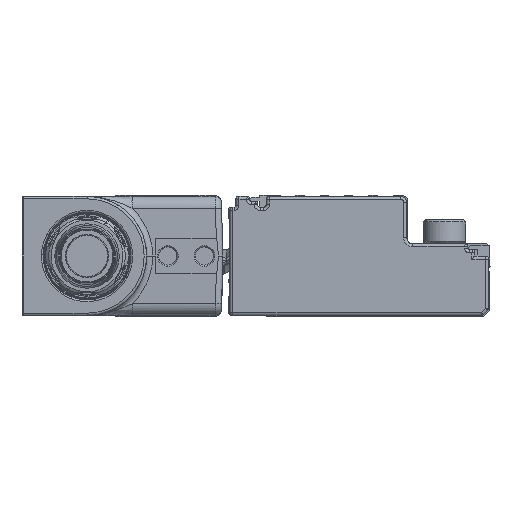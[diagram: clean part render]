
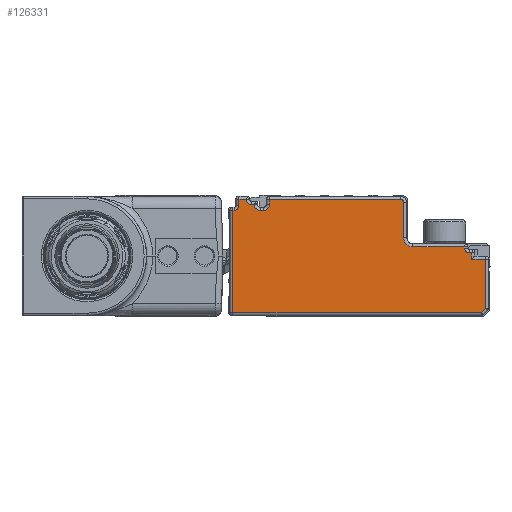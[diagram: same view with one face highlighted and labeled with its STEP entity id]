
A CAD part, left-side view. The second image highlights one B-rep face of the part: STEP entity #126331.
In plain terms, the highlighted planar face has unit normal (-1, 0, 0).
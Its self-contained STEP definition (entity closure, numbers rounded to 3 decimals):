
#124159=AXIS2_PLACEMENT_3D('Circle Axis2P3D',#124157,#124158,$) ;
#124230=AXIS2_PLACEMENT_3D('Circle Axis2P3D',#124228,#124229,$) ;
#124334=AXIS2_PLACEMENT_3D('Circle Axis2P3D',#124332,#124333,$) ;
#126225=AXIS2_PLACEMENT_3D('Plane Axis2P3D',#126222,#126223,#126224) ;
#126236=AXIS2_PLACEMENT_3D('Circle Axis2P3D',#126234,#126235,$) ;
#126257=AXIS2_PLACEMENT_3D('Circle Axis2P3D',#126255,#126256,$) ;
#126271=AXIS2_PLACEMENT_3D('Circle Axis2P3D',#126269,#126270,$) ;
#126290=AXIS2_PLACEMENT_3D('Circle Axis2P3D',#126288,#126289,$) ;
#123787=CARTESIAN_POINT('Vertex',(-328.,42.3,-7.3)) ;
#123810=CARTESIAN_POINT('Vertex',(-328.,1.407,-7.3)) ;
#123813=CARTESIAN_POINT('Line Origine',(-328.,23.168,-7.3)) ;
#123850=CARTESIAN_POINT('Vertex',(-328.,0.7,-6.593)) ;
#123853=CARTESIAN_POINT('Line Origine',(-328.,-1.246,-4.646)) ;
#124099=CARTESIAN_POINT('Line Origine',(-328.,21.5,11.3)) ;
#124103=CARTESIAN_POINT('Vertex',(-328.,40.1,11.3)) ;
#124105=CARTESIAN_POINT('Vertex',(-328.,41.3,11.3)) ;
#124157=CARTESIAN_POINT('Axis2P3D Location',(-328.,39.3,11.3)) ;
#124161=CARTESIAN_POINT('Vertex',(-328.,39.3,10.5)) ;
#124194=CARTESIAN_POINT('Vertex',(-328.,14.2,10.8)) ;
#124197=CARTESIAN_POINT('Line Origine',(-328.,14.2,2.)) ;
#124201=CARTESIAN_POINT('Vertex',(-328.,14.2,5.)) ;
#124228=CARTESIAN_POINT('Axis2P3D Location',(-328.,12.7,5.)) ;
#124232=CARTESIAN_POINT('Vertex',(-328.,12.7,3.5)) ;
#124260=CARTESIAN_POINT('Vertex',(-328.,4.2,3.5)) ;
#124268=CARTESIAN_POINT('Line Origine',(-328.,21.5,3.5)) ;
#124294=CARTESIAN_POINT('Line Origine',(-328.,4.2,2.)) ;
#124298=CARTESIAN_POINT('Vertex',(-328.,4.2,3.3)) ;
#124332=CARTESIAN_POINT('Axis2P3D Location',(-328.,3.4,3.3)) ;
#124336=CARTESIAN_POINT('Vertex',(-328.,3.4,2.5)) ;
#124364=CARTESIAN_POINT('Vertex',(-328.,3.,2.5)) ;
#124372=CARTESIAN_POINT('Line Origine',(-328.,21.5,2.5)) ;
#126179=CARTESIAN_POINT('Line Origine',(-328.,42.3,2.)) ;
#126183=CARTESIAN_POINT('Vertex',(-328.,42.3,9.5)) ;
#126207=CARTESIAN_POINT('Vertex',(-328.,0.7,1.5)) ;
#126210=CARTESIAN_POINT('Line Origine',(-328.,0.7,2.)) ;
#126222=CARTESIAN_POINT('Axis2P3D Location',(-328.,0.2,-7.8)) ;
#126227=CARTESIAN_POINT('Line Origine',(-328.,3.,2.)) ;
#126231=CARTESIAN_POINT('Vertex',(-328.,3.,1.5)) ;
#126234=CARTESIAN_POINT('Axis2P3D Location',(-328.,14.7,10.8)) ;
#126238=CARTESIAN_POINT('Vertex',(-328.,14.7,11.3)) ;
#126241=CARTESIAN_POINT('Line Origine',(-328.,25.5,11.3)) ;
#126245=CARTESIAN_POINT('Vertex',(-328.,36.3,11.3)) ;
#126248=CARTESIAN_POINT('Line Origine',(-328.,36.3,10.9)) ;
#126252=CARTESIAN_POINT('Vertex',(-328.,36.3,10.5)) ;
#126255=CARTESIAN_POINT('Axis2P3D Location',(-328.,37.3,10.5)) ;
#126259=CARTESIAN_POINT('Vertex',(-328.,37.3,9.5)) ;
#126262=CARTESIAN_POINT('Line Origine',(-328.,37.55,9.5)) ;
#126266=CARTESIAN_POINT('Vertex',(-328.,37.8,9.5)) ;
#126269=CARTESIAN_POINT('Axis2P3D Location',(-328.,37.8,10.5)) ;
#126273=CARTESIAN_POINT('Vertex',(-328.,38.8,10.5)) ;
#126276=CARTESIAN_POINT('Line Origine',(-328.,39.05,10.5)) ;
#126281=CARTESIAN_POINT('Line Origine',(-328.,41.3,10.8)) ;
#126285=CARTESIAN_POINT('Vertex',(-328.,41.3,10.3)) ;
#126288=CARTESIAN_POINT('Axis2P3D Location',(-328.,42.1,10.3)) ;
#126292=CARTESIAN_POINT('Vertex',(-328.,42.1,9.5)) ;
#126295=CARTESIAN_POINT('Line Origine',(-328.,42.2,9.5)) ;
#126300=CARTESIAN_POINT('Line Origine',(-328.,1.85,1.5)) ;
#123814=DIRECTION('Vector Direction',(0.,1.,0.)) ;
#123854=DIRECTION('Vector Direction',(0.,0.707,-0.707)) ;
#124100=DIRECTION('Vector Direction',(0.,-1.,0.)) ;
#124158=DIRECTION('Axis2P3D Direction',(1.,0.,0.)) ;
#124198=DIRECTION('Vector Direction',(0.,0.,-1.)) ;
#124229=DIRECTION('Axis2P3D Direction',(1.,0.,0.)) ;
#124269=DIRECTION('Vector Direction',(0.,-1.,0.)) ;
#124295=DIRECTION('Vector Direction',(0.,0.,1.)) ;
#124333=DIRECTION('Axis2P3D Direction',(1.,0.,0.)) ;
#124373=DIRECTION('Vector Direction',(0.,-1.,0.)) ;
#126180=DIRECTION('Vector Direction',(0.,0.,1.)) ;
#126211=DIRECTION('Vector Direction',(0.,0.,-1.)) ;
#126223=DIRECTION('Axis2P3D Direction',(-1.,0.,0.)) ;
#126224=DIRECTION('Axis2P3D XDirection',(0.,0.,1.)) ;
#126228=DIRECTION('Vector Direction',(0.,0.,1.)) ;
#126235=DIRECTION('Axis2P3D Direction',(-1.,0.,0.)) ;
#126242=DIRECTION('Vector Direction',(0.,1.,0.)) ;
#126249=DIRECTION('Vector Direction',(0.,0.,-1.)) ;
#126256=DIRECTION('Axis2P3D Direction',(-1.,0.,0.)) ;
#126263=DIRECTION('Vector Direction',(0.,1.,0.)) ;
#126270=DIRECTION('Axis2P3D Direction',(-1.,0.,0.)) ;
#126277=DIRECTION('Vector Direction',(0.,-1.,0.)) ;
#126282=DIRECTION('Vector Direction',(0.,0.,-1.)) ;
#126289=DIRECTION('Axis2P3D Direction',(-1.,0.,0.)) ;
#126296=DIRECTION('Vector Direction',(0.,1.,0.)) ;
#126301=DIRECTION('Vector Direction',(0.,1.,0.)) ;
#123815=VECTOR('Line Direction',#123814,1.) ;
#123855=VECTOR('Line Direction',#123854,1.) ;
#124101=VECTOR('Line Direction',#124100,1.) ;
#124199=VECTOR('Line Direction',#124198,1.) ;
#124270=VECTOR('Line Direction',#124269,1.) ;
#124296=VECTOR('Line Direction',#124295,1.) ;
#124374=VECTOR('Line Direction',#124373,1.) ;
#126181=VECTOR('Line Direction',#126180,1.) ;
#126212=VECTOR('Line Direction',#126211,1.) ;
#126229=VECTOR('Line Direction',#126228,1.) ;
#126243=VECTOR('Line Direction',#126242,1.) ;
#126250=VECTOR('Line Direction',#126249,1.) ;
#126264=VECTOR('Line Direction',#126263,1.) ;
#126278=VECTOR('Line Direction',#126277,1.) ;
#126283=VECTOR('Line Direction',#126282,1.) ;
#126297=VECTOR('Line Direction',#126296,1.) ;
#126302=VECTOR('Line Direction',#126301,1.) ;
#126306=ORIENTED_EDGE('',*,*,#126233,.T.) ;
#126307=ORIENTED_EDGE('',*,*,#124376,.T.) ;
#126308=ORIENTED_EDGE('',*,*,#124338,.T.) ;
#126309=ORIENTED_EDGE('',*,*,#124300,.T.) ;
#126310=ORIENTED_EDGE('',*,*,#124272,.T.) ;
#126311=ORIENTED_EDGE('',*,*,#124234,.T.) ;
#126312=ORIENTED_EDGE('',*,*,#124203,.T.) ;
#126313=ORIENTED_EDGE('',*,*,#126240,.T.) ;
#126314=ORIENTED_EDGE('',*,*,#126247,.T.) ;
#126315=ORIENTED_EDGE('',*,*,#126254,.T.) ;
#126316=ORIENTED_EDGE('',*,*,#126261,.T.) ;
#126317=ORIENTED_EDGE('',*,*,#126268,.T.) ;
#126318=ORIENTED_EDGE('',*,*,#126275,.T.) ;
#126319=ORIENTED_EDGE('',*,*,#126280,.T.) ;
#126320=ORIENTED_EDGE('',*,*,#124163,.T.) ;
#126321=ORIENTED_EDGE('',*,*,#124107,.T.) ;
#126322=ORIENTED_EDGE('',*,*,#126287,.T.) ;
#126323=ORIENTED_EDGE('',*,*,#126294,.T.) ;
#126324=ORIENTED_EDGE('',*,*,#126299,.T.) ;
#126325=ORIENTED_EDGE('',*,*,#126185,.T.) ;
#126326=ORIENTED_EDGE('',*,*,#123817,.T.) ;
#126327=ORIENTED_EDGE('',*,*,#123857,.T.) ;
#126328=ORIENTED_EDGE('',*,*,#126214,.T.) ;
#126329=ORIENTED_EDGE('',*,*,#126304,.T.) ;
#126331=ADVANCED_FACE('Brep With Voids',(#126330),#126226,.T.) ;
#124160=CIRCLE('generated circle',#124159,0.8) ;
#124231=CIRCLE('generated circle',#124230,1.5) ;
#124335=CIRCLE('generated circle',#124334,0.8) ;
#126237=CIRCLE('generated circle',#126236,0.5) ;
#126258=CIRCLE('generated circle',#126257,1.) ;
#126272=CIRCLE('generated circle',#126271,1.) ;
#126291=CIRCLE('generated circle',#126290,0.8) ;
#123817=EDGE_CURVE('',#123788,#123811,#123816,.F.) ;
#123857=EDGE_CURVE('',#123811,#123851,#123856,.F.) ;
#124107=EDGE_CURVE('',#124104,#124106,#124102,.F.) ;
#124163=EDGE_CURVE('',#124162,#124104,#124160,.T.) ;
#124203=EDGE_CURVE('',#124202,#124195,#124200,.F.) ;
#124234=EDGE_CURVE('',#124233,#124202,#124231,.T.) ;
#124272=EDGE_CURVE('',#124261,#124233,#124271,.F.) ;
#124300=EDGE_CURVE('',#124299,#124261,#124297,.T.) ;
#124338=EDGE_CURVE('',#124337,#124299,#124335,.T.) ;
#124376=EDGE_CURVE('',#124365,#124337,#124375,.F.) ;
#126185=EDGE_CURVE('',#126184,#123788,#126182,.F.) ;
#126214=EDGE_CURVE('',#123851,#126208,#126213,.F.) ;
#126233=EDGE_CURVE('',#126232,#124365,#126230,.T.) ;
#126240=EDGE_CURVE('',#124195,#126239,#126237,.T.) ;
#126247=EDGE_CURVE('',#126239,#126246,#126244,.T.) ;
#126254=EDGE_CURVE('',#126246,#126253,#126251,.T.) ;
#126261=EDGE_CURVE('',#126253,#126260,#126258,.F.) ;
#126268=EDGE_CURVE('',#126260,#126267,#126265,.T.) ;
#126275=EDGE_CURVE('',#126267,#126274,#126272,.F.) ;
#126280=EDGE_CURVE('',#126274,#124162,#126279,.F.) ;
#126287=EDGE_CURVE('',#124106,#126286,#126284,.T.) ;
#126294=EDGE_CURVE('',#126286,#126293,#126291,.F.) ;
#126299=EDGE_CURVE('',#126293,#126184,#126298,.T.) ;
#126304=EDGE_CURVE('',#126208,#126232,#126303,.T.) ;
#126305=EDGE_LOOP('',(#126306,#126307,#126308,#126309,#126310,#126311,#126312,#126313,#126314,#126315,#126316,#126317,#126318,#126319,#126320,#126321,#126322,#126323,#126324,#126325,#126326,#126327,#126328,#126329)) ;
#126330=FACE_OUTER_BOUND('',#126305,.T.) ;
#123816=LINE('Line',#123813,#123815) ;
#123856=LINE('Line',#123853,#123855) ;
#124102=LINE('Line',#124099,#124101) ;
#124200=LINE('Line',#124197,#124199) ;
#124271=LINE('Line',#124268,#124270) ;
#124297=LINE('Line',#124294,#124296) ;
#124375=LINE('Line',#124372,#124374) ;
#126182=LINE('Line',#126179,#126181) ;
#126213=LINE('Line',#126210,#126212) ;
#126230=LINE('Line',#126227,#126229) ;
#126244=LINE('Line',#126241,#126243) ;
#126251=LINE('Line',#126248,#126250) ;
#126265=LINE('Line',#126262,#126264) ;
#126279=LINE('Line',#126276,#126278) ;
#126284=LINE('Line',#126281,#126283) ;
#126298=LINE('Line',#126295,#126297) ;
#126303=LINE('Line',#126300,#126302) ;
#126226=PLANE('',#126225) ;
#123788=VERTEX_POINT('',#123787) ;
#123811=VERTEX_POINT('',#123810) ;
#123851=VERTEX_POINT('',#123850) ;
#124104=VERTEX_POINT('',#124103) ;
#124106=VERTEX_POINT('',#124105) ;
#124162=VERTEX_POINT('',#124161) ;
#124195=VERTEX_POINT('',#124194) ;
#124202=VERTEX_POINT('',#124201) ;
#124233=VERTEX_POINT('',#124232) ;
#124261=VERTEX_POINT('',#124260) ;
#124299=VERTEX_POINT('',#124298) ;
#124337=VERTEX_POINT('',#124336) ;
#124365=VERTEX_POINT('',#124364) ;
#126184=VERTEX_POINT('',#126183) ;
#126208=VERTEX_POINT('',#126207) ;
#126232=VERTEX_POINT('',#126231) ;
#126239=VERTEX_POINT('',#126238) ;
#126246=VERTEX_POINT('',#126245) ;
#126253=VERTEX_POINT('',#126252) ;
#126260=VERTEX_POINT('',#126259) ;
#126267=VERTEX_POINT('',#126266) ;
#126274=VERTEX_POINT('',#126273) ;
#126286=VERTEX_POINT('',#126285) ;
#126293=VERTEX_POINT('',#126292) ;
